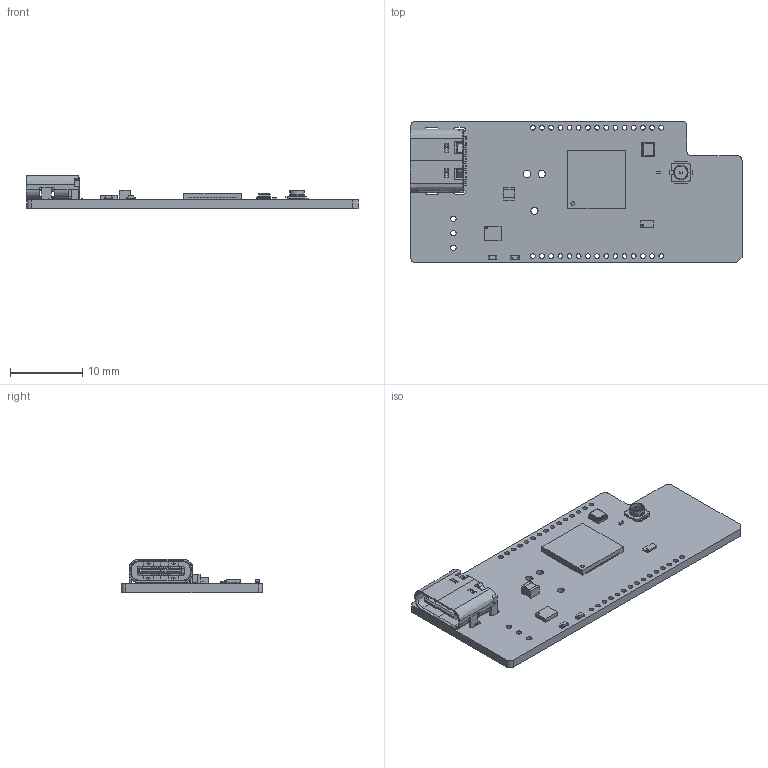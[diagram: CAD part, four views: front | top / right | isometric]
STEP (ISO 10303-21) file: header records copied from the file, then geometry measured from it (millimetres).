
FILE_DESCRIPTION(('KiCad electronic assembly'),'2;1');
FILE_NAME('Bluetooth_OSHW.step','2024-04-05T17:07:37',('Pcbnew'),( 'Kicad'),'Open CASCADE STEP processor 7.7','KiCad to STEP converter' ,'Unknown');
FILE_SCHEMA(('AUTOMOTIVE_DESIGN { 1 0 10303 214 1 1 1 1 }'));
Length unit declared in the file: millimetre
Products named in the file (20): Bluetooth_OSHW 1; LED_0402_1005Metric; L_0201_0603Metric; L_0805_2012Metric; Texas_DSBGA-8_0.705x1.468mm_Layout2x4_P0.4mm; CQ assembly; USB_C_Receptacle_GCT_USB4105-xx-A_16P_TopMnt_Horizontal; USB_C_Receptacle_16P_TopMnt_Horizontal_GCT_USB4105-xx-A; Crystal_SMD_2520-4Pin_2.5x2.0mm; U.FL_Hirose_U.FL-R-SMT-1_Vertical; WSON-10-1EP_2.5x2.5mm_P0.5mm_EP1.2x2mm; QFN-68-1EP_8x8mm_P0.4mm_EP5.2x5.2mm; QFN_68_1EP_8x8mm_P04mm_EP52x52mm; Bluetooth_OSHW_PCB
Assembly tree (20 placements, depth 3):
  Bluetooth_OSHW 1
    LED_0402_1005Metric  x2
      LED_0402_1005Metric
    L_0201_0603Metric
      L_0201_0603Metric
    L_0805_2012Metric
      L_0805_2012Metric
    Texas_DSBGA-8_0.705x1.468mm_Layout2x4_P0.4mm
      CQ assembly
    USB_C_Receptacle_GCT_USB4105-xx-A_16P_TopMnt_Horizontal
      USB_C_Receptacle_16P_TopMnt_Horizontal_GCT_USB4105-xx-A
    Crystal_SMD_2520-4Pin_2.5x2.0mm
      Crystal_SMD_2520-4Pin_2.5x2.0mm
    U.FL_Hirose_U.FL-R-SMT-1_Vertical
      U.FL_Hirose_U.FL-R-SMT-1_Vertical
    WSON-10-1EP_2.5x2.5mm_P0.5mm_EP1.2x2mm
      CQ assembly
    QFN-68-1EP_8x8mm_P0.4mm_EP5.2x5.2mm
      QFN_68_1EP_8x8mm_P04mm_EP52x52mm
    Bluetooth_OSHW_PCB
Bounding box: 45.96 x 19.56 x 4.57 mm (x, y, z)
Volume: 1203.4 mm3; surface area: 2739.1 mm2
Topology: 67 solids, 67 shells, 1658 faces, 4346 edges, 2808 vertices
Faces by surface type: bspline 1089, plane 421, cylinder 144, cone 3, sphere 1
Full cylindrical faces by diameter (mm): 0.2 x2, 0.4 x1, 0.5 x1, 0.6 x1, 0.65 x30, 0.75 x3, 0.991 x3, 1.8 x1, 1.92 x1, 2 x2
Entity records: 57408 total; most frequent: CARTESIAN_POINT 16315, ORIENTED_EDGE 8360, EDGE_CURVE 4180, DIRECTION 3133, VERTEX_POINT 2714, B_SPLINE_CURVE_WITH_KNOTS 1979, FACE_BOUND 1734, EDGE_LOOP 1726
